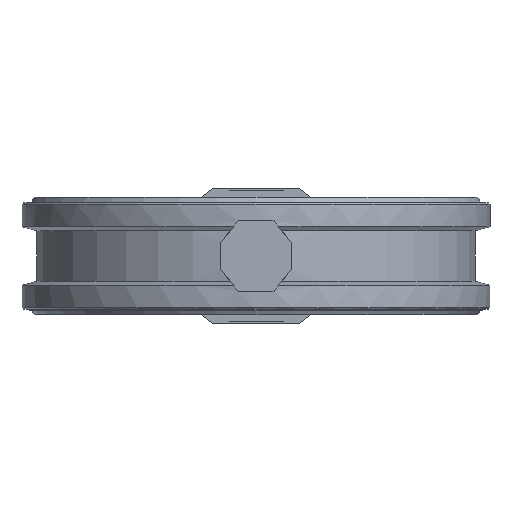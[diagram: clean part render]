
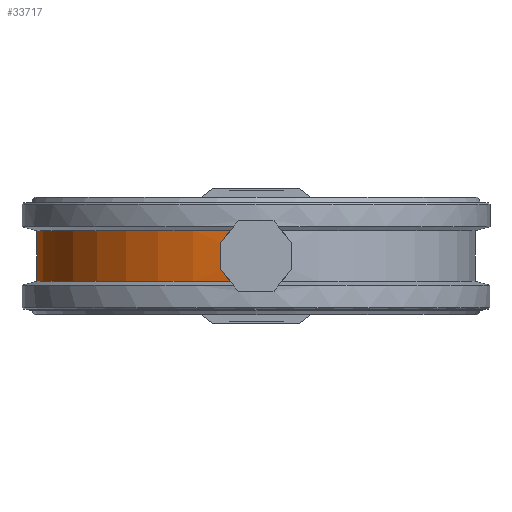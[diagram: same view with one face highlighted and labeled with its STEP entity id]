
A CAD part, front view. The second image highlights one B-rep face of the part: STEP entity #33717.
In plain terms, the highlighted cylindrical face has radius 122 mm (diameter 244 mm), a partial arc.
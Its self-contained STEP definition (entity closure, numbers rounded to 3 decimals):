
#1539 =( BOUNDED_CURVE ( )  B_SPLINE_CURVE ( 3, ( #29882, #14585, #9136, #30721 ),
 .UNSPECIFIED., .F., .T. ) 
 B_SPLINE_CURVE_WITH_KNOTS ( ( 4, 4 ),
 ( 1.41, 1.454 ),
 .UNSPECIFIED. ) 
 CURVE ( )  GEOMETRIC_REPRESENTATION_ITEM ( )  RATIONAL_B_SPLINE_CURVE ( ( 1., 1., 1., 1. ) ) 
 REPRESENTATION_ITEM ( '' )  );
#2014 = CARTESIAN_POINT ( 'NONE',  ( -69.101, 100.544, 55.8 ) ) ;
#2396 = DIRECTION ( 'NONE',  ( 0., 0., -1. ) ) ;
#2841 = EDGE_CURVE ( 'NONE', #6677, #14343, #31240, .T. ) ;
#3378 = EDGE_CURVE ( 'NONE', #27791, #23421, #32612, .T. ) ;
#4974 = DIRECTION ( 'NONE',  ( 0., 0., 1. ) ) ;
#5650 = LINE ( 'NONE', #2014, #21293 ) ;
#6210 = VERTEX_POINT ( 'NONE', #13463 ) ;
#6677 = VERTEX_POINT ( 'NONE', #39502 ) ;
#9136 = CARTESIAN_POINT ( 'NONE',  ( -16.015, -120.957, -11.902 ) ) ;
#9405 = EDGE_CURVE ( 'NONE', #27791, #19937, #5650, .T. ) ;
#9954 = CARTESIAN_POINT ( 'NONE',  ( -19.5, -120.432, -7.5 ) ) ;
#10213 = EDGE_LOOP ( 'NONE', ( #18590, #19119, #27760, #12307, #19970, #15141 ) ) ;
#12071 = CARTESIAN_POINT ( 'NONE',  ( -69.101, 100.544, 14.113 ) ) ;
#12214 = CYLINDRICAL_SURFACE ( 'NONE', #28533, 122. ) ;
#12307 = ORIENTED_EDGE ( 'NONE', *, *, #15619, .F. ) ;
#13463 = CARTESIAN_POINT ( 'NONE',  ( -14.265, -121.163, -14.113 ) ) ;
#14343 = VERTEX_POINT ( 'NONE', #9954 ) ;
#14585 = CARTESIAN_POINT ( 'NONE',  ( -17.76, -120.713, -9.697 ) ) ;
#14806 = CARTESIAN_POINT ( 'NONE',  ( -16.015, -120.957, 11.902 ) ) ;
#14879 = VECTOR ( 'NONE', #37625, 1000. ) ;
#14973 = EDGE_CURVE ( 'NONE', #19937, #6210, #24013, .T. ) ;
#15141 = ORIENTED_EDGE ( 'NONE', *, *, #23064, .F. ) ;
#15619 = EDGE_CURVE ( 'NONE', #14343, #6210, #1539, .T. ) ;
#15944 = AXIS2_PLACEMENT_3D ( 'NONE', #16671, #38260, #19761 ) ;
#16671 = CARTESIAN_POINT ( 'NONE',  ( 0., 0., -14.113 ) ) ;
#16736 = DIRECTION ( 'NONE',  ( 0., 0., 1. ) ) ;
#18029 = CARTESIAN_POINT ( 'NONE',  ( -19.5, -120.432, 7.5 ) ) ;
#18590 = ORIENTED_EDGE ( 'NONE', *, *, #3378, .F. ) ;
#19119 = ORIENTED_EDGE ( 'NONE', *, *, #9405, .T. ) ;
#19761 = DIRECTION ( 'NONE',  ( 1., 0., 0. ) ) ;
#19937 = VERTEX_POINT ( 'NONE', #20062 ) ;
#19970 = ORIENTED_EDGE ( 'NONE', *, *, #2841, .F. ) ;
#20062 = CARTESIAN_POINT ( 'NONE',  ( -69.101, 100.544, -14.113 ) ) ;
#20730 = DIRECTION ( 'NONE',  ( 1., 0., 0. ) ) ;
#21293 = VECTOR ( 'NONE', #2396, 1000. ) ;
#23064 = EDGE_CURVE ( 'NONE', #23421, #6677, #32020, .T. ) ;
#23421 = VERTEX_POINT ( 'NONE', #33302 ) ;
#24013 = CIRCLE ( 'NONE', #15944, 122. ) ;
#27022 = CARTESIAN_POINT ( 'NONE',  ( -14.265, -121.163, 14.113 ) ) ;
#27760 = ORIENTED_EDGE ( 'NONE', *, *, #14973, .T. ) ;
#27791 = VERTEX_POINT ( 'NONE', #12071 ) ;
#28533 = AXIS2_PLACEMENT_3D ( 'NONE', #39227, #4974, #20730 ) ;
#29289 = DIRECTION ( 'NONE',  ( 1., 0., 0. ) ) ;
#29380 = CARTESIAN_POINT ( 'NONE',  ( -19.5, -120.432, 55.8 ) ) ;
#29882 = CARTESIAN_POINT ( 'NONE',  ( -19.5, -120.432, -7.5 ) ) ;
#30721 = CARTESIAN_POINT ( 'NONE',  ( -14.265, -121.163, -14.113 ) ) ;
#31240 = LINE ( 'NONE', #29380, #14879 ) ;
#31455 = FACE_OUTER_BOUND ( 'NONE', #10213, .T. ) ;
#32020 =( BOUNDED_CURVE ( )  B_SPLINE_CURVE ( 3, ( #27022, #14806, #36520, #18029 ),
 .UNSPECIFIED., .F., .F. ) 
 B_SPLINE_CURVE_WITH_KNOTS ( ( 4, 4 ),
 ( 1.688, 1.731 ),
 .UNSPECIFIED. ) 
 CURVE ( )  GEOMETRIC_REPRESENTATION_ITEM ( )  RATIONAL_B_SPLINE_CURVE ( ( 1., 1., 1., 1. ) ) 
 REPRESENTATION_ITEM ( '' )  );
#32612 = CIRCLE ( 'NONE', #37305, 122. ) ;
#33302 = CARTESIAN_POINT ( 'NONE',  ( -14.265, -121.163, 14.113 ) ) ;
#33717 = ADVANCED_FACE ( 'NONE', ( #31455 ), #12214, .T. ) ;
#33767 = CARTESIAN_POINT ( 'NONE',  ( 0., 0., 14.113 ) ) ;
#36520 = CARTESIAN_POINT ( 'NONE',  ( -17.76, -120.713, 9.697 ) ) ;
#37305 = AXIS2_PLACEMENT_3D ( 'NONE', #33767, #16736, #29289 ) ;
#37625 = DIRECTION ( 'NONE',  ( 0., 0., -1. ) ) ;
#38260 = DIRECTION ( 'NONE',  ( 0., 0., 1. ) ) ;
#39227 = CARTESIAN_POINT ( 'NONE',  ( 0., 0., 55.8 ) ) ;
#39502 = CARTESIAN_POINT ( 'NONE',  ( -19.5, -120.432, 7.5 ) ) ;
